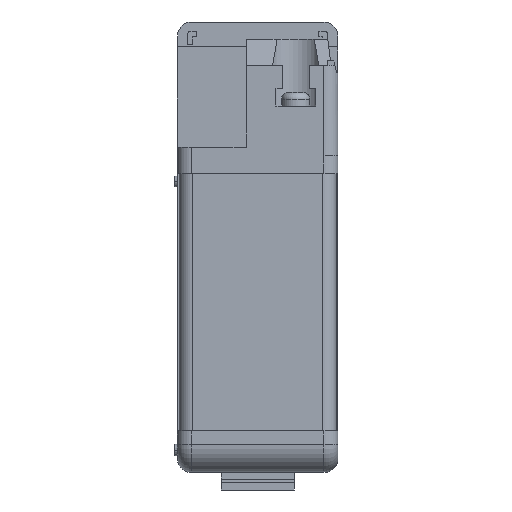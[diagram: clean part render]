
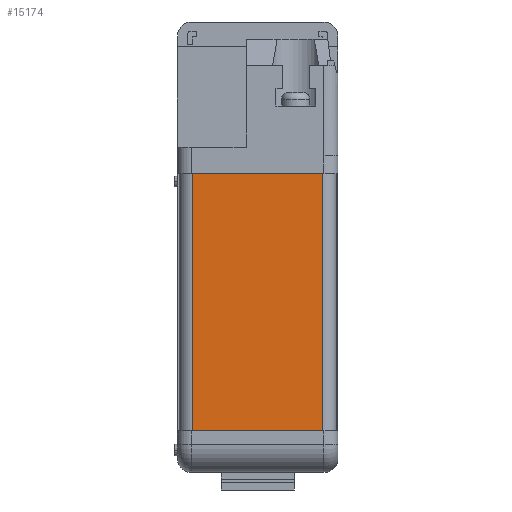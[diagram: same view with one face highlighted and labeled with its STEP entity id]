
A CAD part, front view. The second image highlights one B-rep face of the part: STEP entity #15174.
In plain terms, the highlighted planar face has unit normal (0, -1, 0).
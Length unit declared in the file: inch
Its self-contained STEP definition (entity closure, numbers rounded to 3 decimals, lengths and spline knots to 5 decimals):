
#611 = VERTEX_POINT ( 'NONE', #6589 ) ;
#1208 = PLANE ( 'NONE',  #5571 ) ;
#1803 = CARTESIAN_POINT ( 'NONE',  ( -0.5775, -2.9375, 0.655 ) ) ;
#4879 = LINE ( 'NONE', #16270, #16099 ) ;
#5174 = CARTESIAN_POINT ( 'NONE',  ( -0.5775, -2.9375, -1.63 ) ) ;
#5246 = EDGE_CURVE ( 'NONE', #24336, #611, #4879, .T. ) ;
#5429 = VECTOR ( 'NONE', #26417, 39.37008 ) ;
#5571 = AXIS2_PLACEMENT_3D ( 'NONE', #19210, #7988, #15049 ) ;
#6589 = CARTESIAN_POINT ( 'NONE',  ( 0.5775, -2.9375, -1.63 ) ) ;
#7108 = ORIENTED_EDGE ( 'NONE', *, *, #27736, .F. ) ;
#7930 = VERTEX_POINT ( 'NONE', #23786 ) ;
#7988 = DIRECTION ( 'NONE',  ( 0., -1., 0. ) ) ;
#10448 = EDGE_LOOP ( 'NONE', ( #7108, #17683, #10908, #27825 ) ) ;
#10604 = DIRECTION ( 'NONE',  ( 0., 0., -1. ) ) ;
#10908 = ORIENTED_EDGE ( 'NONE', *, *, #20663, .T. ) ;
#11060 = LINE ( 'NONE', #1803, #22976 ) ;
#13717 = CARTESIAN_POINT ( 'NONE',  ( 0.5775, -2.9375, -1.63 ) ) ;
#14010 = DIRECTION ( 'NONE',  ( 0., 0., -1. ) ) ;
#15049 = DIRECTION ( 'NONE',  ( 0., 0., -1. ) ) ;
#15174 = ADVANCED_FACE ( 'NONE', ( #21726 ), #1208, .T. ) ;
#16004 = DIRECTION ( 'NONE',  ( -1., 0., 0. ) ) ;
#16099 = VECTOR ( 'NONE', #14010, 39.37008 ) ;
#16270 = CARTESIAN_POINT ( 'NONE',  ( 0.5775, -2.9375, 0.655 ) ) ;
#16271 = VECTOR ( 'NONE', #16004, 39.37008 ) ;
#17683 = ORIENTED_EDGE ( 'NONE', *, *, #5246, .F. ) ;
#17730 = EDGE_CURVE ( 'NONE', #7930, #28400, #11060, .T. ) ;
#19210 = CARTESIAN_POINT ( 'NONE',  ( 0.5775, -2.9375, 0.655 ) ) ;
#20663 = EDGE_CURVE ( 'NONE', #24336, #7930, #22599, .T. ) ;
#21726 = FACE_OUTER_BOUND ( 'NONE', #10448, .T. ) ;
#22599 = LINE ( 'NONE', #24186, #5429 ) ;
#22944 = LINE ( 'NONE', #13717, #16271 ) ;
#22976 = VECTOR ( 'NONE', #10604, 39.37008 ) ;
#23786 = CARTESIAN_POINT ( 'NONE',  ( -0.5775, -2.9375, 0.655 ) ) ;
#24186 = CARTESIAN_POINT ( 'NONE',  ( 0.5775, -2.9375, 0.655 ) ) ;
#24307 = CARTESIAN_POINT ( 'NONE',  ( 0.5775, -2.9375, 0.655 ) ) ;
#24336 = VERTEX_POINT ( 'NONE', #24307 ) ;
#26417 = DIRECTION ( 'NONE',  ( -1., 0., 0. ) ) ;
#27736 = EDGE_CURVE ( 'NONE', #611, #28400, #22944, .T. ) ;
#27825 = ORIENTED_EDGE ( 'NONE', *, *, #17730, .T. ) ;
#28400 = VERTEX_POINT ( 'NONE', #5174 ) ;
